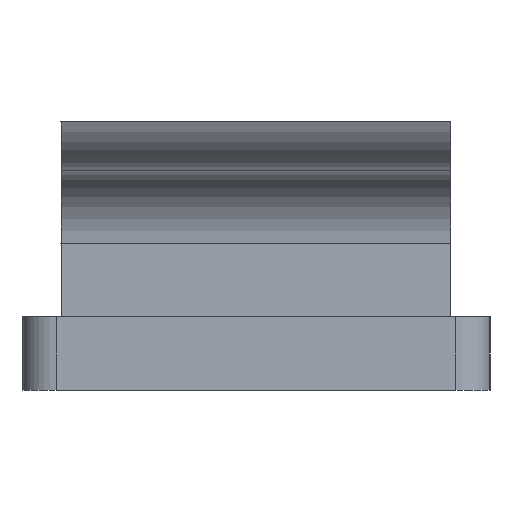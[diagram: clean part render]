
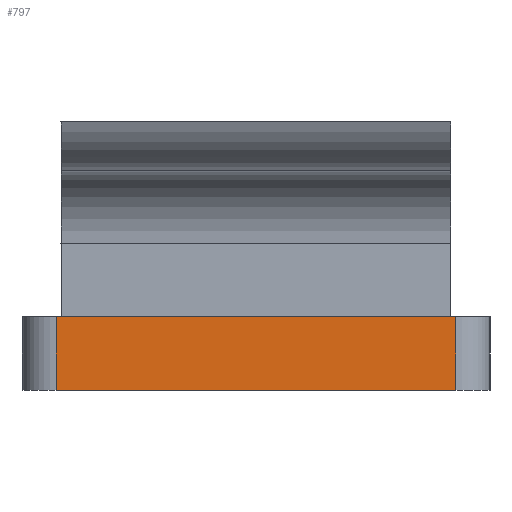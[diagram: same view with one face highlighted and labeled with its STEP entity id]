
A CAD part, left-side view. The second image highlights one B-rep face of the part: STEP entity #797.
In plain terms, the highlighted planar face has unit normal (-1, 0, 0).
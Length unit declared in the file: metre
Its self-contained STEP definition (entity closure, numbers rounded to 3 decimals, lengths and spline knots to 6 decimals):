
#198=ORIENTED_EDGE('',*,*,#321,.T.);
#199=ORIENTED_EDGE('',*,*,#371,.T.);
#200=ORIENTED_EDGE('',*,*,#328,.F.);
#201=ORIENTED_EDGE('',*,*,#372,.T.);
#321=EDGE_CURVE('',#425,#424,#502,.T.);
#328=EDGE_CURVE('',#431,#432,#507,.T.);
#371=EDGE_CURVE('',#424,#432,#542,.T.);
#372=EDGE_CURVE('',#431,#425,#543,.F.);
#424=VERTEX_POINT('',#1217);
#425=VERTEX_POINT('',#1219);
#431=VERTEX_POINT('',#1233);
#432=VERTEX_POINT('',#1234);
#502=LINE('',#1218,#597);
#507=LINE('',#1232,#602);
#542=LINE('',#1313,#637);
#543=LINE('',#1314,#638);
#597=VECTOR('',#974,1.);
#602=VECTOR('',#985,1.);
#637=VECTOR('',#1066,1.);
#638=VECTOR('',#1067,1.);
#675=EDGE_LOOP('',(#198,#199,#200,#201));
#722=FACE_BOUND('',#675,.T.);
#759=PLANE('',#870);
#797=ADVANCED_FACE('',(#722),#759,.T.);
#870=AXIS2_PLACEMENT_3D('',#1312,#1064,#1065);
#974=DIRECTION('',(0.,1.,0.));
#985=DIRECTION('',(0.,1.,0.));
#1064=DIRECTION('',(-1.,0.,0.));
#1065=DIRECTION('',(0.,0.,1.));
#1066=DIRECTION('',(0.,0.,-1.));
#1067=DIRECTION('',(0.,0.,-1.));
#1217=CARTESIAN_POINT('',(-0.029591,0.005207,0.001905));
#1218=CARTESIAN_POINT('',(-0.029591,0.,0.001905));
#1219=CARTESIAN_POINT('',(-0.029591,-0.005207,0.001905));
#1232=CARTESIAN_POINT('',(-0.029591,0.,0.));
#1233=CARTESIAN_POINT('',(-0.029591,-0.005207,0.));
#1234=CARTESIAN_POINT('',(-0.029591,0.005207,0.));
#1312=CARTESIAN_POINT('',(-0.029591,0.,0.001905));
#1313=CARTESIAN_POINT('',(-0.029591,0.005207,0.));
#1314=CARTESIAN_POINT('',(-0.029591,-0.005207,0.001905));
